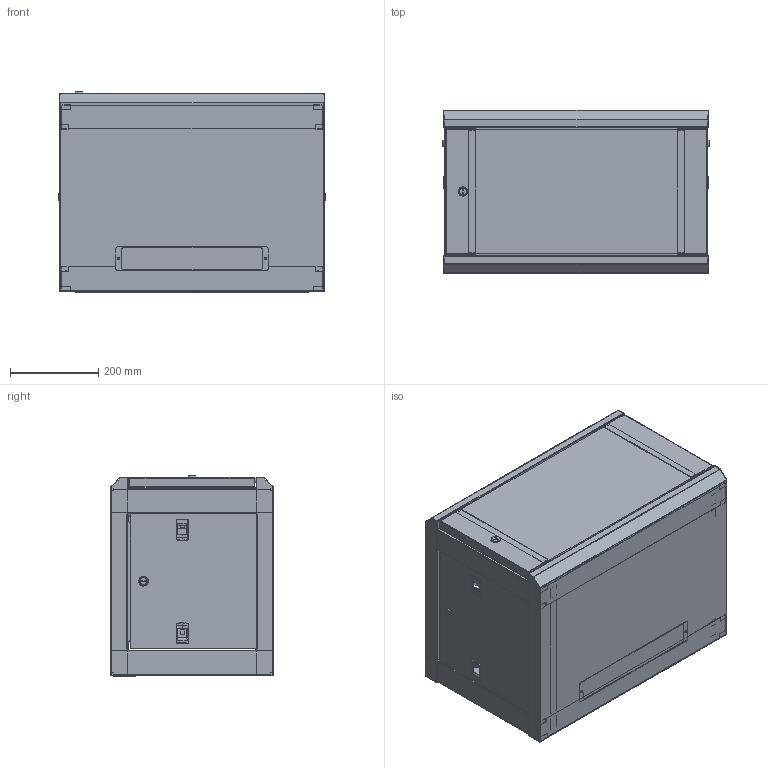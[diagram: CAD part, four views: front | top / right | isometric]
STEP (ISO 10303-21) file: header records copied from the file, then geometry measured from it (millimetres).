
FILE_DESCRIPTION (( 'STEP AP214' ), '1' );
FILE_NAME ('LC-SMA6406_3D.step', '2024-08-30T21:08:33', ( '' ), ( '' ), 'SwSTEP 2.0', 'SolidWorks 2022', '' );
FILE_SCHEMA (( 'AUTOMOTIVE_DESIGN' ));
Length unit declared in the file: millimetre
Products named in the file (37): wshr, lock^door lock_door assy_LC-SMA6406; cylinder, lock^door lock_door assy_LC-SMA6406; wall mtg pl^LC-SMA6406; door lock^door assy_LC-SMA6406; VT Frame^frame assy_LC-SMA6406; wshr, lock^door lock_side pnl assy_LC-SMA6406; HZ Frame^frame assy_LC-SMA6406; Copy of cable mgmt plate^base pnl assy_LC-SMA6406; door assy^LC-SMA6406; base pnl assy^LC-SMA6406; cable mgmt plate^top cover assy_LC-SMA6406; latch, lock^door lock_side pnl assy_LC-SMA6406; hz beam^LC-SMA6406; nut, lock^door lock_side pnl assy_LC-SMA6406; LC-SMA6406_3D; nut, lock^door lock_door assy_LC-SMA6406; Top Cover^top cover assy_LC-SMA6406; screw, Lock^door lock_door assy_LC-SMA6406; L brkt^LC-SMA6406; door frame^door assy_LC-SMA6406; side pnl assy^LC-SMA6406; base pnl^base pnl assy_LC-SMA6406; cylinder, lock^door lock_side pnl assy_LC-SMA6406; pnl latch^side pnl assy_LC-SMA6406; vt mtg rails^LC-SMA6406; back pl^LC-SMA6406; screw, Lock^door lock_side pnl assy_LC-SMA6406; int lock-wshr, lock^door lock_door assy_LC-SMA6406; top cover assy^LC-SMA6406; int lock-wshr, lock^door lock_side pnl assy_LC-SMA6406; door frame w lock^door assy_LC-SMA6406; Glass Panel^door assy_LC-SMA6406; latch, lock^door lock_door assy_LC-SMA6406; frame assy^LC-SMA6406; side pnl^side pnl assy_LC-SMA6406; door wshr^LC-SMA6406; door lock^side pnl assy_LC-SMA6406
Assembly tree (48 placements, depth 4):
  LC-SMA6406_3D
    base pnl assy^LC-SMA6406
      base pnl^base pnl assy_LC-SMA6406
      Copy of cable mgmt plate^base pnl assy_LC-SMA6406
    frame assy^LC-SMA6406  x2
      HZ Frame^frame assy_LC-SMA6406
      VT Frame^frame assy_LC-SMA6406
    hz beam^LC-SMA6406  x4
    vt mtg rails^LC-SMA6406  x4
    L brkt^LC-SMA6406  x2
    back pl^LC-SMA6406
    wall mtg pl^LC-SMA6406
    side pnl assy^LC-SMA6406  x2
      side pnl^side pnl assy_LC-SMA6406
      pnl latch^side pnl assy_LC-SMA6406
      door lock^side pnl assy_LC-SMA6406
        cylinder, lock^door lock_side pnl assy_LC-SMA6406
        latch, lock^door lock_side pnl assy_LC-SMA6406
        nut, lock^door lock_side pnl assy_LC-SMA6406
        wshr, lock^door lock_side pnl assy_LC-SMA6406
        int lock-wshr, lock^door lock_side pnl assy_LC-SMA6406
        screw, Lock^door lock_side pnl assy_LC-SMA6406
    door wshr^LC-SMA6406
    door assy^LC-SMA6406
      Glass Panel^door assy_LC-SMA6406
      door frame w lock^door assy_LC-SMA6406
      door frame^door assy_LC-SMA6406
      door lock^door assy_LC-SMA6406
        cylinder, lock^door lock_door assy_LC-SMA6406
        latch, lock^door lock_door assy_LC-SMA6406
        nut, lock^door lock_door assy_LC-SMA6406
        wshr, lock^door lock_door assy_LC-SMA6406
        int lock-wshr, lock^door lock_door assy_LC-SMA6406
        screw, Lock^door lock_door assy_LC-SMA6406
    top cover assy^LC-SMA6406
      Top Cover^top cover assy_LC-SMA6406
      cable mgmt plate^top cover assy_LC-SMA6406
Bounding box: 604 x 371.25 x 455.44 mm (x, y, z)
Volume: 2055799.6 mm3; surface area: 3964038.2 mm2
Topology: 49 solids, 55 shells, 3207 faces, 9059 edges, 5943 vertices
Faces by surface type: plane 2115, cylinder 974, bspline 64, cone 54
Entity records: 76702 total; most frequent: CARTESIAN_POINT 11911, ORIENTED_EDGE 9474, DIRECTION 9411, EDGE_CURVE 4756, VECTOR 3207, LINE 3207, VERTEX_POINT 3116, AXIS2_PLACEMENT_3D 3102
